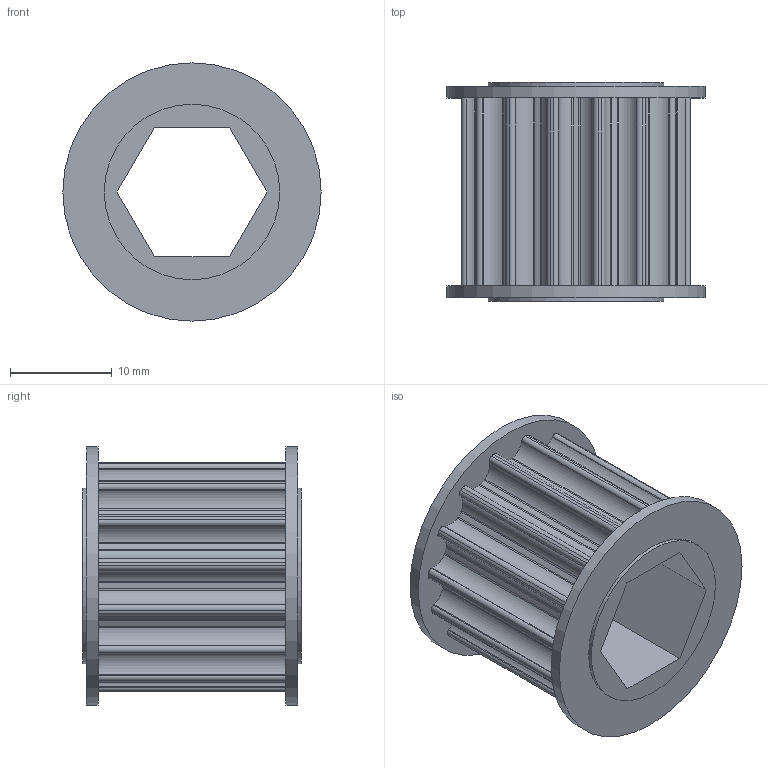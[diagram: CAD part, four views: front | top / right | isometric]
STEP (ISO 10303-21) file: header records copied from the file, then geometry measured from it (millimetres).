
FILE_DESCRIPTION(/* description */ ('STEP AP242','CAx-IF Rec.Pracs.---Representation and Presentation of Product Manufacturing Information (PMI)---4.0---2014-10-13','CAx-IF Rec.Pracs.---3D Tessellated Geometry---0.4---2014-09-14','2;1'),/* implementation_level */ '2;1');
FILE_NAME(/* name */ '639c7e3500c0045b944566c6',/* time_stamp */ '2022-12-16T14:18:30+00:00',/* author */ (''),/* organization */ (''),/* preprocessor_version */ 'ST-DEVELOPER v18.102',/* originating_system */ ' ',/* authorisation */ ' ');
FILE_SCHEMA (('AP242_MANAGED_MODEL_BASED_3D_ENGINEERING_MIM_LF { 1 0 10303 442 1 1 4 }'));
Length unit declared in the file: metre
Products named in the file (1): 15T HTD Pulley 18.5mm Wide
Bounding box: 25.43 x 21.55 x 25.43 mm (x, y, z)
Volume: 4239.5 mm3; surface area: 4101.5 mm2
Topology: 1 solids, 1 shells, 166 faces, 480 edges, 320 vertices
Faces by surface type: cylinder 124, plane 42
Full cylindrical faces by diameter (mm): 17.272 x2, 25.43 x2
Entity records: 5598 total; most frequent: DIRECTION 1058, CARTESIAN_POINT 963, ORIENTED_EDGE 952, EDGE_CURVE 476, AXIS2_PLACEMENT_3D 415, VERTEX_POINT 320, CIRCLE 248, LINE 228
